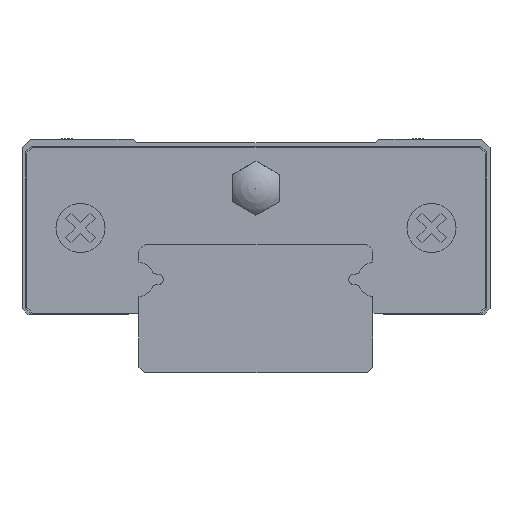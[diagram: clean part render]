
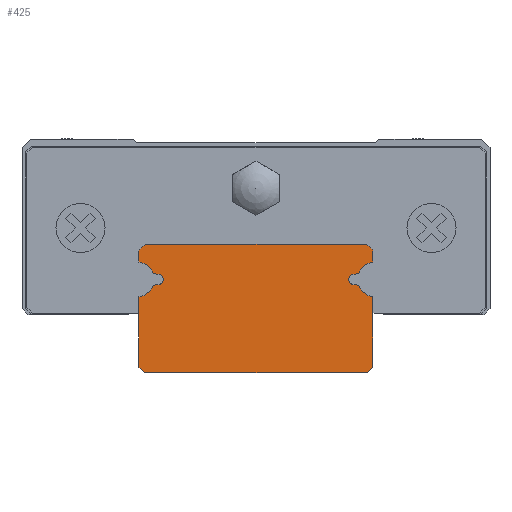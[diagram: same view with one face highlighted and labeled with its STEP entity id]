
A CAD part, front view. The second image highlights one B-rep face of the part: STEP entity #425.
In plain terms, the highlighted planar face has unit normal (0, -1, 0).
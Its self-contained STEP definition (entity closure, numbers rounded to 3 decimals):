
#425 = ADVANCED_FACE( '', ( #925 ), #926, .F. );
#925 = FACE_OUTER_BOUND( '', #1516, .T. );
#926 = PLANE( '', #1517 );
#1516 = EDGE_LOOP( '', ( #2563, #2564, #2565, #2566, #2567, #2568, #2569, #2570, #2571, #2572, #2573, #2574, #2575, #2576, #2577, #2578, #2579, #2580, #2581, #2582 ) );
#1517 = AXIS2_PLACEMENT_3D( '', #2583, #2584, #2585 );
#2563 = ORIENTED_EDGE( '', *, *, #3644, .T. );
#2564 = ORIENTED_EDGE( '', *, *, #3859, .T. );
#2565 = ORIENTED_EDGE( '', *, *, #3562, .T. );
#2566 = ORIENTED_EDGE( '', *, *, #3828, .T. );
#2567 = ORIENTED_EDGE( '', *, *, #3860, .T. );
#2568 = ORIENTED_EDGE( '', *, *, #3861, .T. );
#2569 = ORIENTED_EDGE( '', *, *, #3862, .T. );
#2570 = ORIENTED_EDGE( '', *, *, #3639, .T. );
#2571 = ORIENTED_EDGE( '', *, *, #3467, .T. );
#2572 = ORIENTED_EDGE( '', *, *, #3676, .T. );
#2573 = ORIENTED_EDGE( '', *, *, #3863, .T. );
#2574 = ORIENTED_EDGE( '', *, *, #3864, .T. );
#2575 = ORIENTED_EDGE( '', *, *, #3679, .T. );
#2576 = ORIENTED_EDGE( '', *, *, #3671, .T. );
#2577 = ORIENTED_EDGE( '', *, *, #3865, .T. );
#2578 = ORIENTED_EDGE( '', *, *, #3866, .T. );
#2579 = ORIENTED_EDGE( '', *, *, #3691, .T. );
#2580 = ORIENTED_EDGE( '', *, *, #3867, .T. );
#2581 = ORIENTED_EDGE( '', *, *, #3868, .T. );
#2582 = ORIENTED_EDGE( '', *, *, #3845, .T. );
#2583 = CARTESIAN_POINT( '', ( 10.2, -80., 8. ) );
#2584 = DIRECTION( '', ( 0., 1., 0. ) );
#2585 = DIRECTION( '', ( 0., 0., 1. ) );
#3467 = EDGE_CURVE( '', #4116, #4114, #4117, .T. );
#3562 = EDGE_CURVE( '', #4287, #4285, #4288, .T. );
#3639 = EDGE_CURVE( '', #4422, #4116, #4423, .T. );
#3644 = EDGE_CURVE( '', #4431, #4429, #4432, .T. );
#3671 = EDGE_CURVE( '', #4475, #4473, #4476, .T. );
#3676 = EDGE_CURVE( '', #4114, #4481, #4483, .T. );
#3679 = EDGE_CURVE( '', #4487, #4475, #4488, .T. );
#3691 = EDGE_CURVE( '', #4506, #4504, #4507, .T. );
#3828 = EDGE_CURVE( '', #4285, #4711, #4713, .T. );
#3845 = EDGE_CURVE( '', #4734, #4431, #4735, .T. );
#3859 = EDGE_CURVE( '', #4429, #4287, #4754, .T. );
#3860 = EDGE_CURVE( '', #4711, #4755, #4756, .T. );
#3861 = EDGE_CURVE( '', #4755, #4757, #4758, .T. );
#3862 = EDGE_CURVE( '', #4757, #4422, #4759, .T. );
#3863 = EDGE_CURVE( '', #4481, #4760, #4761, .T. );
#3864 = EDGE_CURVE( '', #4760, #4487, #4762, .T. );
#3865 = EDGE_CURVE( '', #4473, #4763, #4764, .T. );
#3866 = EDGE_CURVE( '', #4763, #4506, #4765, .T. );
#3867 = EDGE_CURVE( '', #4504, #4766, #4767, .T. );
#3868 = EDGE_CURVE( '', #4766, #4734, #4768, .T. );
#4114 = VERTEX_POINT( '', #5066 );
#4116 = VERTEX_POINT( '', #5069 );
#4117 = CIRCLE( '', #5070, 1.5 );
#4285 = VERTEX_POINT( '', #5309 );
#4287 = VERTEX_POINT( '', #5312 );
#4288 = LINE( '', #5313, #5314 );
#4422 = VERTEX_POINT( '', #5504 );
#4423 = LINE( '', #5505, #5506 );
#4429 = VERTEX_POINT( '', #5514 );
#4431 = VERTEX_POINT( '', #5517 );
#4432 = LINE( '', #5518, #5519 );
#4473 = VERTEX_POINT( '', #5573 );
#4475 = VERTEX_POINT( '', #5576 );
#4476 = LINE( '', #5577, #5578 );
#4481 = VERTEX_POINT( '', #5585 );
#4483 = LINE( '', #5588, #5589 );
#4487 = VERTEX_POINT( '', #5593 );
#4488 = CIRCLE( '', #5594, 1.15 );
#4504 = VERTEX_POINT( '', #5615 );
#4506 = VERTEX_POINT( '', #5618 );
#4507 = CIRCLE( '', #5619, 0.47 );
#4711 = VERTEX_POINT( '', #5909 );
#4713 = LINE( '', #5912, #5913 );
#4734 = VERTEX_POINT( '', #5939 );
#4735 = LINE( '', #5940, #5941 );
#4754 = LINE( '', #5969, #5970 );
#4755 = VERTEX_POINT( '', #5971 );
#4756 = CIRCLE( '', #5972, 1.5 );
#4757 = VERTEX_POINT( '', #5973 );
#4758 = LINE( '', #5974, #5975 );
#4759 = CIRCLE( '', #5976, 0.47 );
#4760 = VERTEX_POINT( '', #5977 );
#4761 = CIRCLE( '', #5978, 1.15 );
#4762 = LINE( '', #5979, #5980 );
#4763 = VERTEX_POINT( '', #5981 );
#4764 = CIRCLE( '', #5982, 1.5 );
#4765 = LINE( '', #5983, #5984 );
#4766 = VERTEX_POINT( '', #5985 );
#4767 = LINE( '', #5986, #5987 );
#4768 = CIRCLE( '', #5988, 1.5 );
#5066 = CARTESIAN_POINT( '', ( 10., -80., 9.487 ) );
#5069 = CARTESIAN_POINT( '', ( 8.786, -80., 8.502 ) );
#5070 = AXIS2_PLACEMENT_3D( '', #6361, #6362, #6363 );
#5309 = CARTESIAN_POINT( '', ( 10., -80., 0.5 ) );
#5312 = CARTESIAN_POINT( '', ( 9.5, -80., 0. ) );
#5313 = CARTESIAN_POINT( '', ( 9.5, -80., 0. ) );
#5314 = VECTOR( '', #6454, 1000. );
#5504 = CARTESIAN_POINT( '', ( 8.191, -80., 8.421 ) );
#5505 = CARTESIAN_POINT( '', ( 8.191, -80., 8.421 ) );
#5506 = VECTOR( '', #6544, 1000. );
#5514 = CARTESIAN_POINT( '', ( -9.5, -80., 0. ) );
#5517 = CARTESIAN_POINT( '', ( -10., -80., 0.5 ) );
#5518 = CARTESIAN_POINT( '', ( -9.5, -80., 0. ) );
#5519 = VECTOR( '', #6548, 1000. );
#5573 = CARTESIAN_POINT( '', ( -10., -80., 9.487 ) );
#5576 = CARTESIAN_POINT( '', ( -10., -80., 10.419 ) );
#5577 = CARTESIAN_POINT( '', ( -10., -80., 10.419 ) );
#5578 = VECTOR( '', #6578, 1000. );
#5585 = CARTESIAN_POINT( '', ( 10., -80., 10.419 ) );
#5588 = CARTESIAN_POINT( '', ( 10., -80., 9.487 ) );
#5589 = VECTOR( '', #6582, 1000. );
#5593 = CARTESIAN_POINT( '', ( -9.419, -80., 11. ) );
#5594 = AXIS2_PLACEMENT_3D( '', #6586, #6587, #6588 );
#5615 = CARTESIAN_POINT( '', ( -8.191, -80., 7.579 ) );
#5618 = CARTESIAN_POINT( '', ( -8.191, -80., 8.421 ) );
#5619 = AXIS2_PLACEMENT_3D( '', #6601, #6602, #6603 );
#5909 = CARTESIAN_POINT( '', ( 10., -80., 6.513 ) );
#5912 = CARTESIAN_POINT( '', ( 10., -80., 0.5 ) );
#5913 = VECTOR( '', #6736, 1000. );
#5939 = CARTESIAN_POINT( '', ( -10., -80., 6.513 ) );
#5940 = CARTESIAN_POINT( '', ( -10., -80., 0.5 ) );
#5941 = VECTOR( '', #6757, 1000. );
#5969 = CARTESIAN_POINT( '', ( -9.5, -80., 0. ) );
#5970 = VECTOR( '', #6767, 1000. );
#5971 = CARTESIAN_POINT( '', ( 8.786, -80., 7.498 ) );
#5972 = AXIS2_PLACEMENT_3D( '', #6768, #6769, #6770 );
#5973 = CARTESIAN_POINT( '', ( 8.191, -80., 7.579 ) );
#5974 = CARTESIAN_POINT( '', ( 8.786, -80., 7.498 ) );
#5975 = VECTOR( '', #6771, 1000. );
#5976 = AXIS2_PLACEMENT_3D( '', #6772, #6773, #6774 );
#5977 = CARTESIAN_POINT( '', ( 9.419, -80., 11. ) );
#5978 = AXIS2_PLACEMENT_3D( '', #6775, #6776, #6777 );
#5979 = CARTESIAN_POINT( '', ( 9.419, -80., 11. ) );
#5980 = VECTOR( '', #6778, 1000. );
#5981 = CARTESIAN_POINT( '', ( -8.786, -80., 8.502 ) );
#5982 = AXIS2_PLACEMENT_3D( '', #6779, #6780, #6781 );
#5983 = CARTESIAN_POINT( '', ( -8.786, -80., 8.502 ) );
#5984 = VECTOR( '', #6782, 1000. );
#5985 = CARTESIAN_POINT( '', ( -8.786, -80., 7.498 ) );
#5986 = CARTESIAN_POINT( '', ( -8.191, -80., 7.579 ) );
#5987 = VECTOR( '', #6783, 1000. );
#5988 = AXIS2_PLACEMENT_3D( '', #6784, #6785, #6786 );
#6361 = CARTESIAN_POINT( '', ( 10.2, -80., 8. ) );
#6362 = DIRECTION( '', ( 0., 1., 0. ) );
#6363 = DIRECTION( '', ( 1., 0., 0. ) );
#6454 = DIRECTION( '', ( 0.707, 0., 0.707 ) );
#6544 = DIRECTION( '', ( 0.991, 0., 0.135 ) );
#6548 = DIRECTION( '', ( 0.707, 0., -0.707 ) );
#6578 = DIRECTION( '', ( 0., 0., -1. ) );
#6582 = DIRECTION( '', ( 0., 0., 1. ) );
#6586 = CARTESIAN_POINT( '', ( -8.95, -80., 9.95 ) );
#6587 = DIRECTION( '', ( 0., -1., 0. ) );
#6588 = DIRECTION( '', ( 1., 0., 0. ) );
#6601 = CARTESIAN_POINT( '', ( -8.4, -80., 8. ) );
#6602 = DIRECTION( '', ( 0., 1., 0. ) );
#6603 = DIRECTION( '', ( -1., 0., 0. ) );
#6736 = DIRECTION( '', ( 0., 0., 1. ) );
#6757 = DIRECTION( '', ( 0., 0., -1. ) );
#6767 = DIRECTION( '', ( 1., 0., 0. ) );
#6768 = CARTESIAN_POINT( '', ( 10.2, -80., 8. ) );
#6769 = DIRECTION( '', ( 0., 1., 0. ) );
#6770 = DIRECTION( '', ( 1., 0., 0. ) );
#6771 = DIRECTION( '', ( -0.991, 0., 0.135 ) );
#6772 = CARTESIAN_POINT( '', ( 8.4, -80., 8. ) );
#6773 = DIRECTION( '', ( 0., 1., 0. ) );
#6774 = DIRECTION( '', ( 1., 0., 0. ) );
#6775 = CARTESIAN_POINT( '', ( 8.95, -80., 9.95 ) );
#6776 = DIRECTION( '', ( 0., -1., 0. ) );
#6777 = DIRECTION( '', ( 1., 0., 0. ) );
#6778 = DIRECTION( '', ( -1., 0., 0. ) );
#6779 = CARTESIAN_POINT( '', ( -10.2, -80., 8. ) );
#6780 = DIRECTION( '', ( 0., 1., 0. ) );
#6781 = DIRECTION( '', ( 1., 0., 0. ) );
#6782 = DIRECTION( '', ( 0.991, 0., -0.135 ) );
#6783 = DIRECTION( '', ( -0.991, 0., -0.135 ) );
#6784 = CARTESIAN_POINT( '', ( -10.2, -80., 8. ) );
#6785 = DIRECTION( '', ( 0., 1., 0. ) );
#6786 = DIRECTION( '', ( 1., 0., 0. ) );
